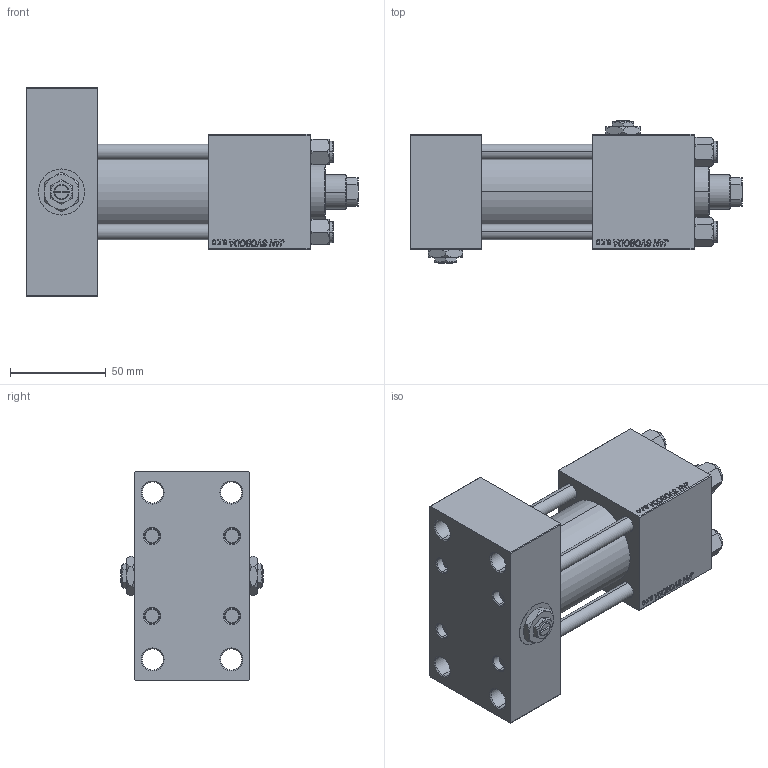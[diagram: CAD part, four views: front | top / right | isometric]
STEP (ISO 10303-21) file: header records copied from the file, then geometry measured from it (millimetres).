
FILE_DESCRIPTION (( 'STEP AP203' ), '1' );
FILE_NAME ('e215.STEP', '2023-08-23T07:21:07', ( '' ), ( '' ), 'SwSTEP 2.0', 'SolidWorks 2019', '' );
FILE_SCHEMA (( 'CONFIG_CONTROL_DESIGN' ));
Length unit declared in the file: millimetre
Products named in the file (7): V215CR_TYCINKA_E 0a1396d2c910c59f270ae54f76206e1a; Zatka_pro_OIL_PORT 0a1396d2c910c59f270ae54f76206e1a; V215CR_VCP_E 0a1396d2c910c59f270ae54f76206e1a; NUT_M5_E 0a1396d2c910c59f270ae54f76206e1a; e215; V215CR_E_Body 0a1396d2c910c59f270ae54f76206e1a; V215_VC_A 0a1396d2c910c59f270ae54f76206e1a
Assembly tree (13 placements, depth 2):
  e215
    V215CR_E_Body 0a1396d2c910c59f270ae54f76206e1a
    V215CR_VCP_E 0a1396d2c910c59f270ae54f76206e1a
    V215CR_TYCINKA_E 0a1396d2c910c59f270ae54f76206e1a  x4
    NUT_M5_E 0a1396d2c910c59f270ae54f76206e1a  x4
    V215_VC_A 0a1396d2c910c59f270ae54f76206e1a
    Zatka_pro_OIL_PORT 0a1396d2c910c59f270ae54f76206e1a  x2
Bounding box: 173 x 74 x 109 mm (x, y, z)
Volume: 499539.6 mm3; surface area: 127012.9 mm2
Topology: 13 solids, 13 shells, 1231 faces, 3080 edges, 1984 vertices
Faces by surface type: plane 544, bspline 392, cone 194, cylinder 93, torus 8
Entity records: 51803 total; most frequent: CARTESIAN_POINT 27582, ORIENTED_EDGE 5460, DIRECTION 3502, EDGE_CURVE 2730, VERTEX_POINT 1782, VECTOR 1602, LINE 1602, EDGE_LOOP 1206
